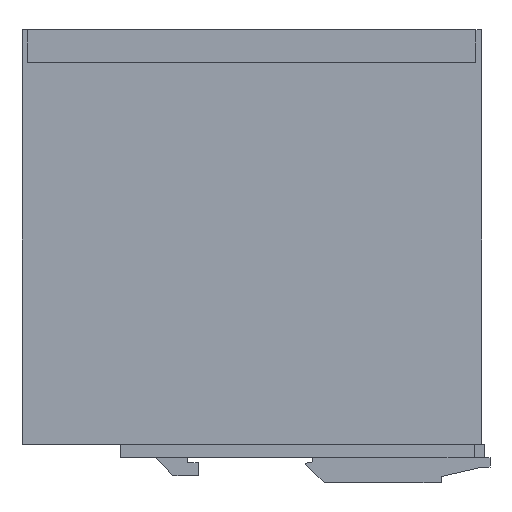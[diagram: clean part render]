
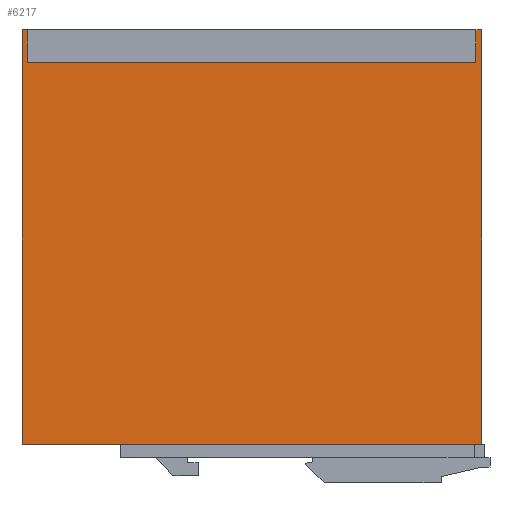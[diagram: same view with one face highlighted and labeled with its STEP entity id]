
A CAD part, left-side view. The second image highlights one B-rep face of the part: STEP entity #6217.
In plain terms, the highlighted planar face has unit normal (-1, 0, 0).
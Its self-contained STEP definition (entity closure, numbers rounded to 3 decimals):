
#280=VERTEX_POINT('',#8382);
#281=VERTEX_POINT('',#8383);
#284=VERTEX_POINT('',#8391);
#286=VERTEX_POINT('',#8397);
#288=VERTEX_POINT('',#8403);
#291=VERTEX_POINT('',#8409);
#375=VERTEX_POINT('',#8580);
#377=VERTEX_POINT('',#8586);
#884=VECTOR('',#7017,1.);
#888=VECTOR('',#7022,1.);
#891=VECTOR('',#7026,1.);
#894=VECTOR('',#7030,1.);
#982=VECTOR('',#7120,1.);
#985=VECTOR('',#7124,1.);
#986=VECTOR('',#7125,1.);
#1738=LINE('',#8381,#884);
#1742=LINE('',#8390,#888);
#1745=LINE('',#8396,#891);
#1748=LINE('',#8402,#894);
#1836=LINE('',#8579,#982);
#1839=LINE('',#8585,#985);
#1840=LINE('',#8587,#986);
#2592=EDGE_CURVE('',#280,#281,#1738,.T.);
#2596=EDGE_CURVE('',#281,#284,#1742,.T.);
#2599=EDGE_CURVE('',#284,#286,#1745,.T.);
#2602=EDGE_CURVE('',#288,#280,#1748,.T.);
#2607=EDGE_CURVE('',#286,#291,#1748,.T.);
#2692=EDGE_CURVE('',#375,#288,#1836,.T.);
#2695=EDGE_CURVE('',#291,#377,#1839,.T.);
#2696=EDGE_CURVE('',#375,#377,#1840,.T.);
#3612=ORIENTED_EDGE('',*,*,#2599,.T.);
#3613=ORIENTED_EDGE('',*,*,#2607,.T.);
#3614=ORIENTED_EDGE('',*,*,#2695,.T.);
#3615=ORIENTED_EDGE('',*,*,#2696,.F.);
#3616=ORIENTED_EDGE('',*,*,#2692,.T.);
#3617=ORIENTED_EDGE('',*,*,#2602,.T.);
#3618=ORIENTED_EDGE('',*,*,#2592,.T.);
#3619=ORIENTED_EDGE('',*,*,#2596,.T.);
#5337=EDGE_LOOP('',(#3612,#3613,#3614,#3615,#3616,#3617,#3618,#3619));
#5787=FACE_BOUND('',#5337,.T.);
#6217=ADVANCED_FACE('',(#5787),#10274,.F.);
#6592=AXIS2_PLACEMENT_3D('',#8584,#7123,$);
#7017=DIRECTION('',(0.,0.,-1.));
#7022=DIRECTION('',(0.,1.,0.));
#7026=DIRECTION('',(0.,0.,1.));
#7030=DIRECTION('',(0.,1.,0.));
#7120=DIRECTION('',(0.,0.,1.));
#7123=DIRECTION('',(1.,0.,0.));
#7124=DIRECTION('',(0.,0.,-1.));
#7125=DIRECTION('',(0.,1.,0.));
#8381=CARTESIAN_POINT('',(-21.,-61.9,27.3));
#8382=CARTESIAN_POINT('',(-21.,-61.9,59.1));
#8383=CARTESIAN_POINT('',(-21.,-61.9,50.1));
#8390=CARTESIAN_POINT('',(-21.,0.,50.1));
#8391=CARTESIAN_POINT('',(-21.,61.9,50.1));
#8396=CARTESIAN_POINT('',(-21.,61.9,27.3));
#8397=CARTESIAN_POINT('',(-21.,61.9,59.1));
#8402=CARTESIAN_POINT('',(-21.,-63.5,59.1));
#8403=CARTESIAN_POINT('',(-21.,-63.5,59.1));
#8409=CARTESIAN_POINT('',(-21.,63.5,59.1));
#8579=CARTESIAN_POINT('',(-21.,-63.5,-55.4));
#8580=CARTESIAN_POINT('',(-21.,-63.5,-55.4));
#8584=CARTESIAN_POINT('',(-21.,0.,0.));
#8585=CARTESIAN_POINT('',(-21.,63.5,59.1));
#8586=CARTESIAN_POINT('',(-21.,63.5,-55.4));
#8587=CARTESIAN_POINT('',(-21.,-63.5,-55.4));
#10274=PLANE('',#6592);
